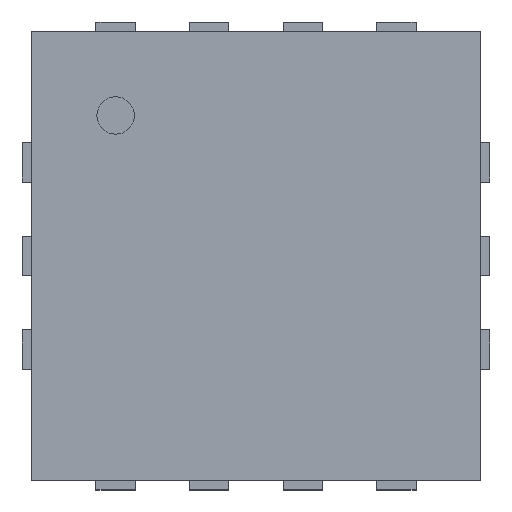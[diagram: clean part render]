
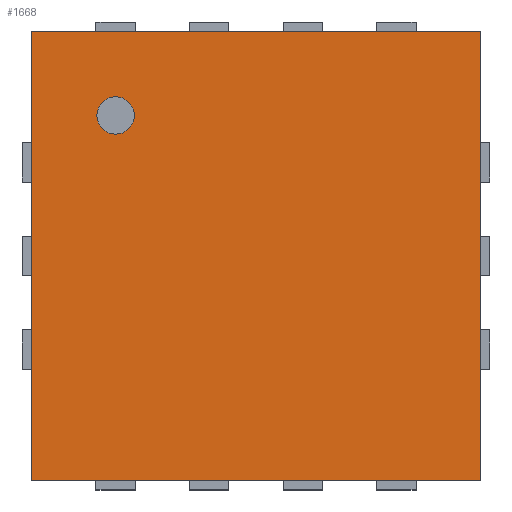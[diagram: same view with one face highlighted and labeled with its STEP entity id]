
A CAD part, top view. The second image highlights one B-rep face of the part: STEP entity #1668.
In plain terms, the highlighted planar face has unit normal (0, 0, 1).
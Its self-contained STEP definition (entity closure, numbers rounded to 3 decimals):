
#13=DIRECTION('',(0.,0.,1.));
#27=VECTOR('',#28,1.);
#28=DIRECTION('',(0.,-1.,0.));
#79=DIRECTION('',(1.,0.,0.));
#126=VECTOR('',#79,1.);
#517=ORIENTED_EDGE('',*,*,#518,.F.);
#518=EDGE_CURVE('',#519,#521,#523,.T.);
#519=VERTEX_POINT('',#520);
#520=CARTESIAN_POINT('',(-1.2,1.2,0.6));
#521=VERTEX_POINT('',#522);
#522=CARTESIAN_POINT('',(1.2,1.2,0.6));
#523=LINE('',#520,#126);
#545=DIRECTION('',(0.,0.,-1.));
#608=ORIENTED_EDGE('',*,*,#609,.T.);
#609=EDGE_CURVE('',#519,#610,#612,.T.);
#610=VERTEX_POINT('',#611);
#611=CARTESIAN_POINT('',(-1.2,-1.2,0.6));
#612=LINE('',#520,#27);
#1076=EDGE_CURVE('',#610,#1077,#1079,.T.);
#1077=VERTEX_POINT('',#1078);
#1078=CARTESIAN_POINT('',(1.2,-1.2,0.6));
#1079=LINE('',#611,#126);
#1253=EDGE_CURVE('',#521,#1077,#1254,.T.);
#1254=LINE('',#522,#27);
#1668=ADVANCED_FACE('',(#1669,#1673),#1682,.T.);
#1669=FACE_BOUND('',#1670,.T.);
#1670=EDGE_LOOP('',(#517,#608,#1671,#1672));
#1671=ORIENTED_EDGE('',*,*,#1076,.T.);
#1672=ORIENTED_EDGE('',*,*,#1253,.F.);
#1673=FACE_BOUND('',#1674,.T.);
#1674=EDGE_LOOP('',(#1675));
#1675=ORIENTED_EDGE('',*,*,#1676,.T.);
#1676=EDGE_CURVE('',#1677,#1677,#1679,.T.);
#1677=VERTEX_POINT('',#1678);
#1678=CARTESIAN_POINT('',(-0.75,0.65,0.6));
#1679=CIRCLE('',#1680,0.1);
#1680=AXIS2_PLACEMENT_3D('',#1681,#545,#28);
#1681=CARTESIAN_POINT('',(-0.75,0.75,0.6));
#1682=PLANE('',#1683);
#1683=AXIS2_PLACEMENT_3D('',#520,#13,#28);
